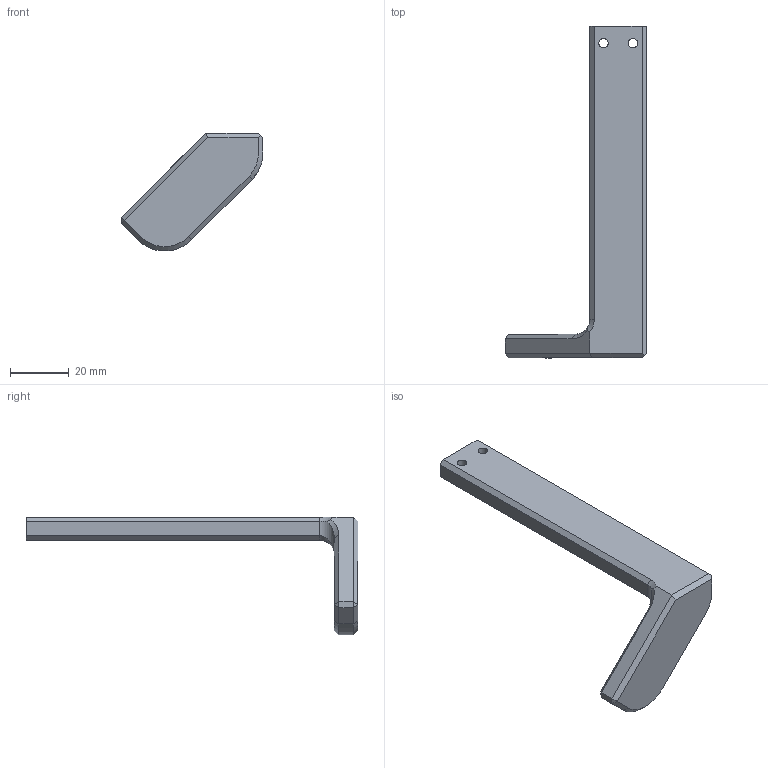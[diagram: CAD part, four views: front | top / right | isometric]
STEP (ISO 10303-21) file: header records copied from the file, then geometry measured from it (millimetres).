
FILE_DESCRIPTION(/* description */ (''),/* implementation_level */ '2;1');
FILE_NAME(/* name */ '5f20a6a922fc1412d996fd8b',/* time_stamp */ '2020-07-28T22:28:57+00:00',/* author */ (''),/* organization */ (''),/* preprocessor_version */ 'ST-DEVELOPER v16.7',/* originating_system */ $,/* authorisation */ $);
FILE_SCHEMA (('AUTOMOTIVE_DESIGN {1 0 10303 214 3 1 1}'));
Length unit declared in the file: metre
Products named in the file (1): Bridge
Bounding box: 48.01 x 112.8 x 40.11 mm (x, y, z)
Volume: 20390 mm3; surface area: 9394.4 mm2
Topology: 1 solids, 1 shells, 66 faces, 153 edges, 90 vertices
Faces by surface type: plane 34, cylinder 14, cone 8, bspline 6, torus 4
Full cylindrical faces by diameter (mm): 3.2 x2, 16.3 x1
Entity records: 2030 total; most frequent: CARTESIAN_POINT 567, ORIENTED_EDGE 294, DIRECTION 285, EDGE_CURVE 147, AXIS2_PLACEMENT_3D 99, VERTEX_POINT 88, LINE 87, VECTOR 87
